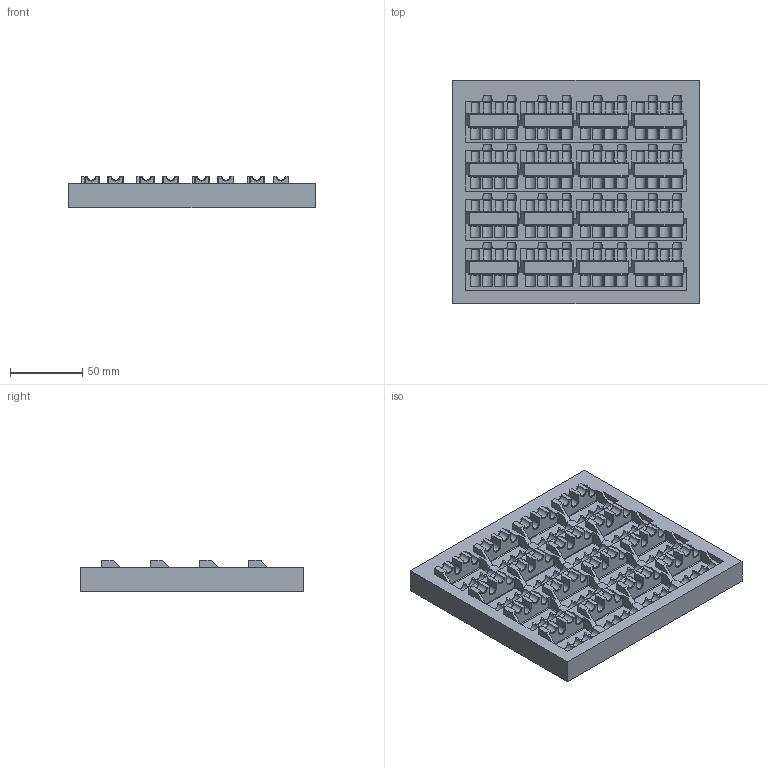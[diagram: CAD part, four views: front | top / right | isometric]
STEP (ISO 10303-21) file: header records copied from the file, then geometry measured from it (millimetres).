
FILE_DESCRIPTION(/* description */ (''),/* implementation_level */ '2;1');
FILE_NAME(/* name */ '050-125 R4 4X8 MAN fixture.step',/* time_stamp */ '2023-11-01T16:49:49-04:00',/* author */ (''),/* organization */ (''),/* preprocessor_version */ 'ST-DEVELOPER v20',/* originating_system */ 'Autodesk Translation Framework v12.14.0.127',/* authorisation */ '');
FILE_SCHEMA (('AUTOMOTIVE_DESIGN { 1 0 10303 214 3 1 1 }'));
Length unit declared in the file: inch
Products named in the file (1): 050-125 R4 4X8 MAN
Bounding box: 170.18 x 154.31 x 21.94 mm (x, y, z)
Volume: 369464.6 mm3; surface area: 85409.4 mm2
Topology: 1 solids, 1 shells, 1066 faces, 2888 edges, 1828 vertices
Faces by surface type: plane 362, cylinder 304, torus 192, bspline 112, sphere 64, cone 32
Entity records: 38739 total; most frequent: CARTESIAN_POINT 12103, ORIENTED_EDGE 5776, DIRECTION 5518, EDGE_CURVE 2888, AXIS2_PLACEMENT_3D 2091, VERTEX_POINT 1828, LINE 1336, VECTOR 1336
